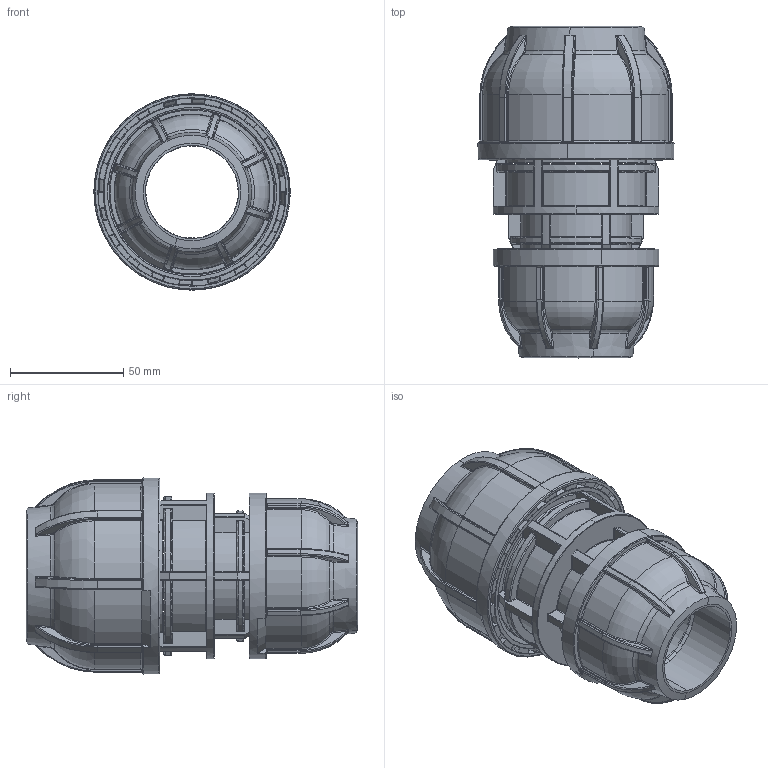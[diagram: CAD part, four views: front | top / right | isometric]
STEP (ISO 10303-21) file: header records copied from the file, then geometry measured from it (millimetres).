
FILE_DESCRIPTION (( 'STEP AP203' ), '1' );
FILE_NAME ('R212.050.040.step', '2013-11-19T09:12:51', ( 'Alusic' ), ( 'Alusic' ), 'SwSTEP 2.0', 'SolidWorks 2011', '' );
FILE_SCHEMA (( 'CONFIG_CONTROL_DESIGN' ));
Length unit declared in the file: millimetre
Products named in the file (1): R212.050.040
Bounding box: 86.48 x 146.29 x 86.47 mm (x, y, z)
Surface area: 84162.6 mm2 (no closed solid volume)
Topology: 0 solids, 53 shells, 1311 faces, 4284 edges, 2820 vertices
Faces by surface type: cylinder 407, bspline 297, plane 295, torus 281, cone 26, sphere 5
Entity records: 60508 total; most frequent: CARTESIAN_POINT 27465, ORIENTED_EDGE 6606, DIRECTION 6481, EDGE_CURVE 4224, VERTEX_POINT 2820, AXIS2_PLACEMENT_3D 2675, CIRCLE 1660, EDGE_LOOP 1318
